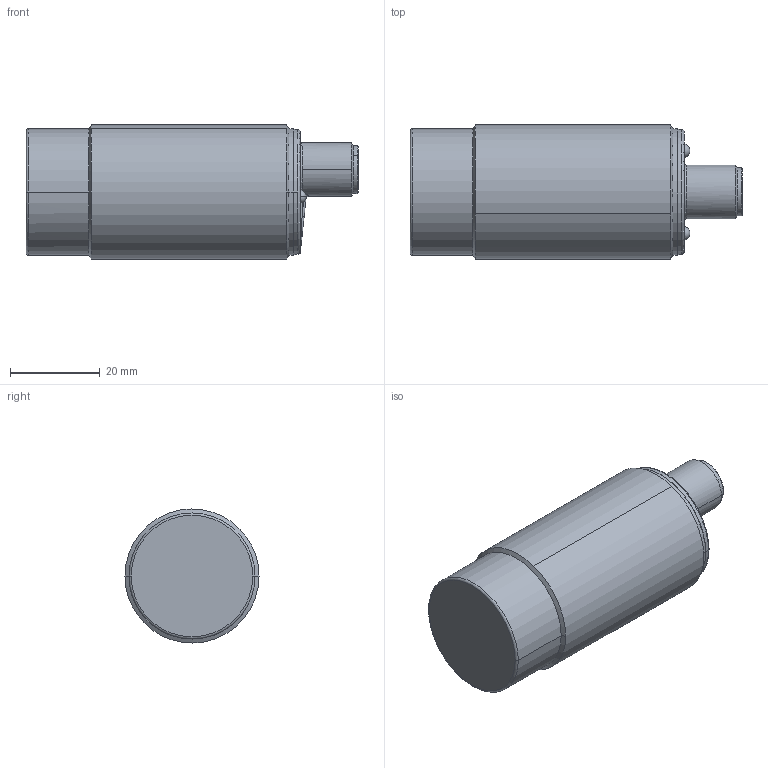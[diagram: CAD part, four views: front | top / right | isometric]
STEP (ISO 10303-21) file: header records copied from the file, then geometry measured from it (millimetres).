
FILE_DESCRIPTION((''),'2;1');
FILE_NAME('4-GEN-TRIPEL-SHIELD-M30-PLUG-NO_ASM','2014-09-29T',('msj'),(''),'PRO/ENGINEER BY PARAMETRIC TECHNOLOGY CORPORATION, 2009440','PRO/ENGINEER BY PARAMETRIC TECHNOLOGY CORPORATION, 2009440','');
FILE_SCHEMA(('CONFIG_CONTROL_DESIGN'));
Length unit declared in the file: millimetre
Products named in the file (4): 4-GEN-TRIPEL-SHIELD-M30-P-81900; 4-GEN-TRIPEL-SHIELD-M30-P-83290_ASM; _4-GEN-TRIPEL-SHIELD-M30-PLUG-N; 4-GEN-TRIPEL-SHIELD-M30-PLUG-NO_ASM
Assembly tree (3 placements, depth 3):
  4-GEN-TRIPEL-SHIELD-M30-PLUG-NO_ASM
    4-GEN-TRIPEL-SHIELD-M30-P-83290_ASM
      4-GEN-TRIPEL-SHIELD-M30-P-81900
    _4-GEN-TRIPEL-SHIELD-M30-PLUG-N
Bounding box: 73.9 x 29.85 x 29.85 mm (x, y, z)
Volume: 42197.9 mm3; surface area: 7881.9 mm2
Topology: 1 solids, 2 shells, 112 faces, 289 edges, 187 vertices
Faces by surface type: bspline 36, cylinder 29, plane 26, cone 11, torus 6, sphere 4
Entity records: 7379 total; most frequent: CARTESIAN_POINT 4679, ORIENTED_EDGE 570, DIRECTION 523, EDGE_CURVE 285, AXIS2_PLACEMENT_3D 227, VERTEX_POINT 187, CIRCLE 143, EDGE_LOOP 122
